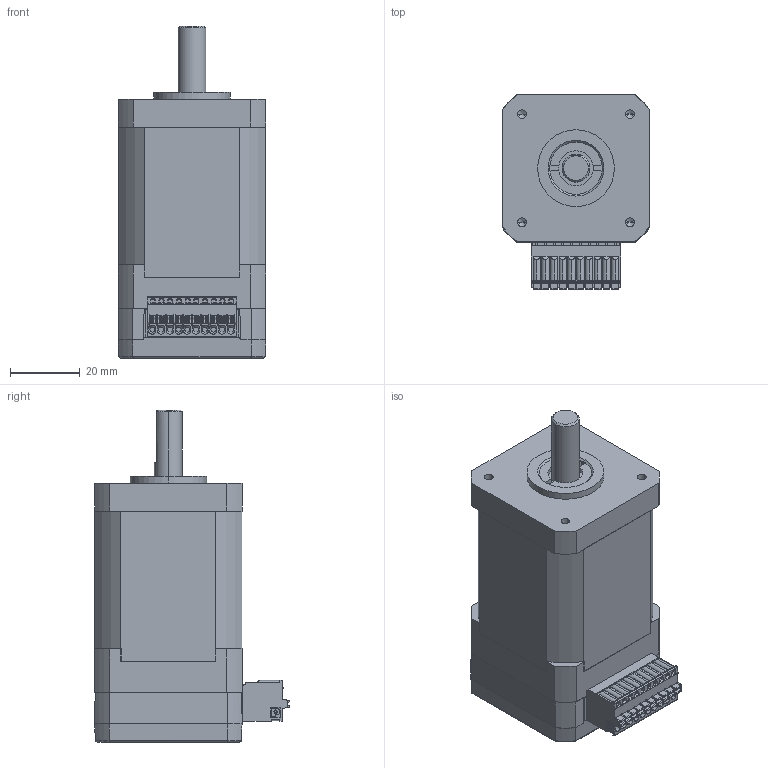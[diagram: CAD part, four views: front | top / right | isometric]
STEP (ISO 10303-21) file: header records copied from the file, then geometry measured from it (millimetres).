
FILE_DESCRIPTION (( 'STEP AP214' ), '1' );
FILE_NAME ('IG42E06.STEP', '2022-11-29T02:31:42', ( '' ), ( '' ), 'SwSTEP 2.0', 'SolidWorks 2022', '' );
FILE_SCHEMA (( 'AUTOMOTIVE_DESIGN' ));
Length unit declared in the file: millimetre
Products named in the file (4): IG42萇儂蚾饜极蚚; IG42驱动器; 傷赽脣芛; IG42E06
Assembly tree (3 placements, depth 2):
  IG42E06
    IG42萇儂蚾饜极蚚
    IG42驱动器
    傷赽脣芛
Bounding box: 42.32 x 55.86 x 95.2 mm (x, y, z)
Volume: 122452.1 mm3; surface area: 33584.9 mm2
Topology: 4 solids, 7 shells, 3615 faces, 9657 edges, 6141 vertices
Faces by surface type: plane 2233, cylinder 955, bspline 167, cone 129, torus 85, sphere 46
Entity records: 158049 total; most frequent: CARTESIAN_POINT 33812, ORIENTED_EDGE 19194, DIRECTION 17687, EDGE_CURVE 9597, VECTOR 6843, LINE 6843, VERTEX_POINT 6141, AXIS2_PLACEMENT_3D 5422
